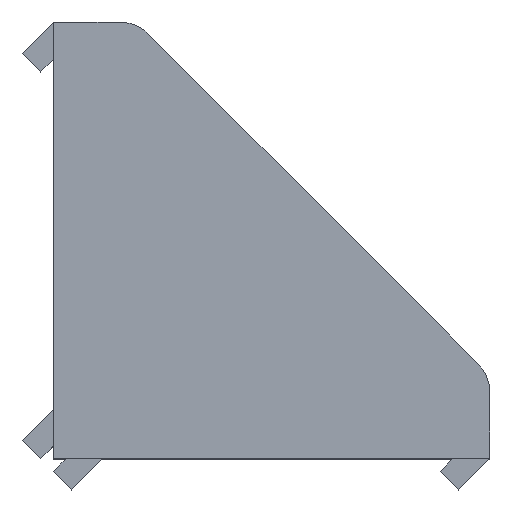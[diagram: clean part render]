
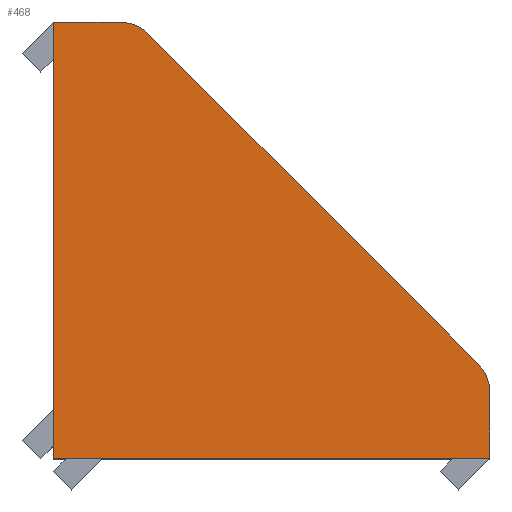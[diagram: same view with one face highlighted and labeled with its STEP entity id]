
A CAD part, top view. The second image highlights one B-rep face of the part: STEP entity #468.
In plain terms, the highlighted planar face has unit normal (0, 0, 1).
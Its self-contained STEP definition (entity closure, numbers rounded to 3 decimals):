
#45 = VECTOR ( 'NONE', #1035, 1000. ) ;
#71 = CARTESIAN_POINT ( 'NONE',  ( 9.172, 40.828, 21. ) ) ;
#90 = DIRECTION ( 'NONE',  ( 0., 0., 1. ) ) ;
#97 = DIRECTION ( 'NONE',  ( 1., 0., 0. ) ) ;
#136 = CARTESIAN_POINT ( 'NONE',  ( 6.343, 38., 21. ) ) ;
#168 = DIRECTION ( 'NONE',  ( 0., 0., 1. ) ) ;
#176 = EDGE_LOOP ( 'NONE', ( #1391, #1108, #990, #745, #1373, #386, #1282 ) ) ;
#209 = CARTESIAN_POINT ( 'NONE',  ( 0., 0., 21. ) ) ;
#213 = VERTEX_POINT ( 'NONE', #966 ) ;
#219 = AXIS2_PLACEMENT_3D ( 'NONE', #1103, #168, #1370 ) ;
#260 = EDGE_CURVE ( 'NONE', #1416, #995, #664, .T. ) ;
#354 = CARTESIAN_POINT ( 'NONE',  ( 0., 42., 21. ) ) ;
#373 = CARTESIAN_POINT ( 'NONE',  ( 0., 0., 21. ) ) ;
#386 = ORIENTED_EDGE ( 'NONE', *, *, #697, .T. ) ;
#421 = DIRECTION ( 'NONE',  ( 1., 0., 0. ) ) ;
#428 = EDGE_CURVE ( 'NONE', #539, #1416, #1014, .T. ) ;
#452 = VECTOR ( 'NONE', #952, 1000. ) ;
#468 = ADVANCED_FACE ( 'NONE', ( #1573 ), #896, .T. ) ;
#532 = CARTESIAN_POINT ( 'NONE',  ( 0., 42., 21. ) ) ;
#539 = VERTEX_POINT ( 'NONE', #772 ) ;
#544 = VECTOR ( 'NONE', #908, 1000. ) ;
#624 = LINE ( 'NONE', #1578, #680 ) ;
#664 = CIRCLE ( 'NONE', #219, 4. ) ;
#680 = VECTOR ( 'NONE', #1691, 1000. ) ;
#697 = EDGE_CURVE ( 'NONE', #1356, #213, #1733, .T. ) ;
#728 = EDGE_CURVE ( 'NONE', #882, #1246, #733, .T. ) ;
#733 = CIRCLE ( 'NONE', #1625, 4. ) ;
#745 = ORIENTED_EDGE ( 'NONE', *, *, #728, .T. ) ;
#772 = CARTESIAN_POINT ( 'NONE',  ( 42., 0., 21. ) ) ;
#882 = VERTEX_POINT ( 'NONE', #71 ) ;
#892 = DIRECTION ( 'NONE',  ( 0., -1., 0. ) ) ;
#896 = PLANE ( 'NONE',  #1457 ) ;
#908 = DIRECTION ( 'NONE',  ( 1., 0., 0. ) ) ;
#928 = LINE ( 'NONE', #373, #544 ) ;
#952 = DIRECTION ( 'NONE',  ( -1., 0., 0. ) ) ;
#966 = CARTESIAN_POINT ( 'NONE',  ( 0., 0., 21. ) ) ;
#990 = ORIENTED_EDGE ( 'NONE', *, *, #1394, .T. ) ;
#995 = VERTEX_POINT ( 'NONE', #1537 ) ;
#1014 = LINE ( 'NONE', #1673, #45 ) ;
#1035 = DIRECTION ( 'NONE',  ( 0., 1., 0. ) ) ;
#1103 = CARTESIAN_POINT ( 'NONE',  ( 38., 6.343, 21. ) ) ;
#1108 = ORIENTED_EDGE ( 'NONE', *, *, #260, .T. ) ;
#1129 = CARTESIAN_POINT ( 'NONE',  ( 4., 42., 21. ) ) ;
#1206 = LINE ( 'NONE', #1129, #452 ) ;
#1246 = VERTEX_POINT ( 'NONE', #1533 ) ;
#1261 = VECTOR ( 'NONE', #892, 1000. ) ;
#1282 = ORIENTED_EDGE ( 'NONE', *, *, #1432, .T. ) ;
#1296 = EDGE_CURVE ( 'NONE', #1246, #1356, #1206, .T. ) ;
#1343 = DIRECTION ( 'NONE',  ( 0., 0., 1. ) ) ;
#1356 = VERTEX_POINT ( 'NONE', #354 ) ;
#1370 = DIRECTION ( 'NONE',  ( 1., 0., 0. ) ) ;
#1373 = ORIENTED_EDGE ( 'NONE', *, *, #1296, .T. ) ;
#1391 = ORIENTED_EDGE ( 'NONE', *, *, #428, .T. ) ;
#1394 = EDGE_CURVE ( 'NONE', #995, #882, #624, .T. ) ;
#1416 = VERTEX_POINT ( 'NONE', #1725 ) ;
#1432 = EDGE_CURVE ( 'NONE', #213, #539, #928, .T. ) ;
#1457 = AXIS2_PLACEMENT_3D ( 'NONE', #209, #90, #97 ) ;
#1533 = CARTESIAN_POINT ( 'NONE',  ( 6.343, 42., 21. ) ) ;
#1537 = CARTESIAN_POINT ( 'NONE',  ( 40.828, 9.172, 21. ) ) ;
#1573 = FACE_OUTER_BOUND ( 'NONE', #176, .T. ) ;
#1578 = CARTESIAN_POINT ( 'NONE',  ( 8., 42., 21. ) ) ;
#1625 = AXIS2_PLACEMENT_3D ( 'NONE', #136, #1343, #421 ) ;
#1673 = CARTESIAN_POINT ( 'NONE',  ( 42., 0., 21. ) ) ;
#1691 = DIRECTION ( 'NONE',  ( -0.707, 0.707, 0. ) ) ;
#1725 = CARTESIAN_POINT ( 'NONE',  ( 42., 6.343, 21. ) ) ;
#1733 = LINE ( 'NONE', #532, #1261 ) ;
